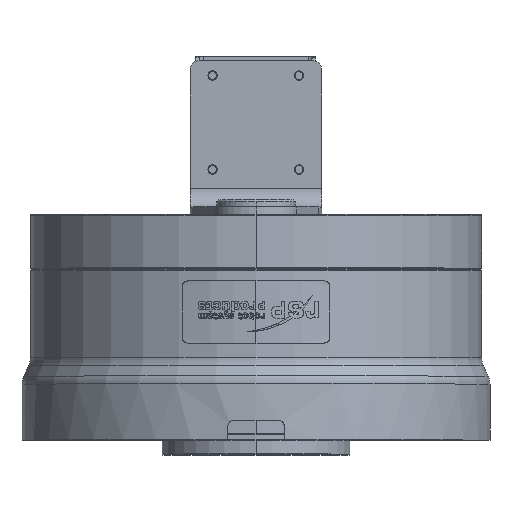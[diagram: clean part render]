
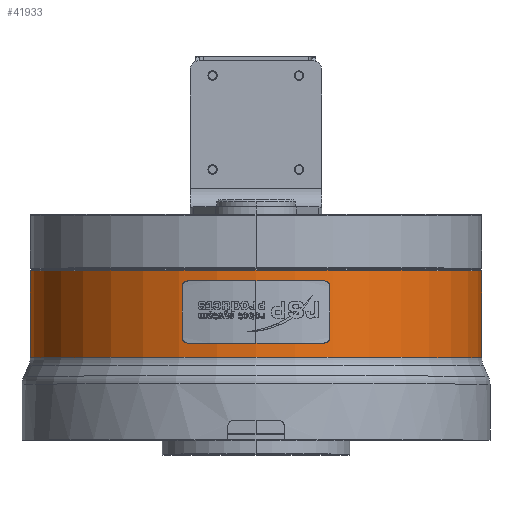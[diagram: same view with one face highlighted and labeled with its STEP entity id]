
A CAD part, top view. The second image highlights one B-rep face of the part: STEP entity #41933.
In plain terms, the highlighted cylindrical face has radius 120 mm (diameter 240 mm), a partial arc.
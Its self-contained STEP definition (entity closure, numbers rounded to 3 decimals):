
#1529 = AXIS2_PLACEMENT_3D ( 'NONE', #43871, #2467, #35749 ) ;
#2467 = DIRECTION ( 'NONE',  ( 0., 1., 0. ) ) ;
#3138 = FACE_OUTER_BOUND ( 'NONE', #34235, .T. ) ;
#3872 = DIRECTION ( 'NONE',  ( 0., -1., 0. ) ) ;
#5521 = CARTESIAN_POINT ( 'NONE',  ( 120., 98.05, 0. ) ) ;
#6735 = CARTESIAN_POINT ( 'NONE',  ( -120., 98.55, 0. ) ) ;
#6737 = ORIENTED_EDGE ( 'NONE', *, *, #25467, .T. ) ;
#7216 = LINE ( 'NONE', #6735, #18914 ) ;
#10464 = DIRECTION ( 'NONE',  ( 1., 0., 0. ) ) ;
#11262 = CARTESIAN_POINT ( 'NONE',  ( 120., 98.55, 0. ) ) ;
#11500 = LINE ( 'NONE', #11262, #42446 ) ;
#14124 = VERTEX_POINT ( 'NONE', #21306 ) ;
#14367 = DIRECTION ( 'NONE',  ( -1., 0., 0. ) ) ;
#18533 = CYLINDRICAL_SURFACE ( 'NONE', #38478, 120. ) ;
#18914 = VECTOR ( 'NONE', #40558, 1000. ) ;
#21306 = CARTESIAN_POINT ( 'NONE',  ( -120., 51.767, 0. ) ) ;
#21510 = DIRECTION ( 'NONE',  ( 0., -1., 0. ) ) ;
#22238 = CARTESIAN_POINT ( 'NONE',  ( 0., 98.05, 0. ) ) ;
#24927 = CARTESIAN_POINT ( 'NONE',  ( 120., 51.767, 0. ) ) ;
#25467 = EDGE_CURVE ( 'NONE', #14124, #26875, #33558, .T. ) ;
#26208 = DIRECTION ( 'NONE',  ( 0., -1., 0. ) ) ;
#26875 = VERTEX_POINT ( 'NONE', #24927 ) ;
#28971 = EDGE_CURVE ( 'NONE', #33702, #14124, #7216, .T. ) ;
#29060 = CARTESIAN_POINT ( 'NONE',  ( -120., 98.05, 0. ) ) ;
#30981 = EDGE_CURVE ( 'NONE', #45180, #33702, #39387, .T. ) ;
#33477 = CARTESIAN_POINT ( 'NONE',  ( 0., 98.55, 0. ) ) ;
#33558 = CIRCLE ( 'NONE', #1529, 120. ) ;
#33702 = VERTEX_POINT ( 'NONE', #29060 ) ;
#34235 = EDGE_LOOP ( 'NONE', ( #45703, #36504, #38455, #6737 ) ) ;
#35749 = DIRECTION ( 'NONE',  ( -1., 0., 0. ) ) ;
#36504 = ORIENTED_EDGE ( 'NONE', *, *, #30981, .T. ) ;
#37037 = AXIS2_PLACEMENT_3D ( 'NONE', #22238, #21510, #10464 ) ;
#38455 = ORIENTED_EDGE ( 'NONE', *, *, #28971, .T. ) ;
#38478 = AXIS2_PLACEMENT_3D ( 'NONE', #33477, #3872, #14367 ) ;
#39387 = CIRCLE ( 'NONE', #37037, 120. ) ;
#40558 = DIRECTION ( 'NONE',  ( 0., -1., 0. ) ) ;
#41933 = ADVANCED_FACE ( 'NONE', ( #3138 ), #18533, .T. ) ;
#42446 = VECTOR ( 'NONE', #26208, 1000. ) ;
#42640 = EDGE_CURVE ( 'NONE', #45180, #26875, #11500, .T. ) ;
#43871 = CARTESIAN_POINT ( 'NONE',  ( 0., 51.767, 0. ) ) ;
#45180 = VERTEX_POINT ( 'NONE', #5521 ) ;
#45703 = ORIENTED_EDGE ( 'NONE', *, *, #42640, .F. ) ;
